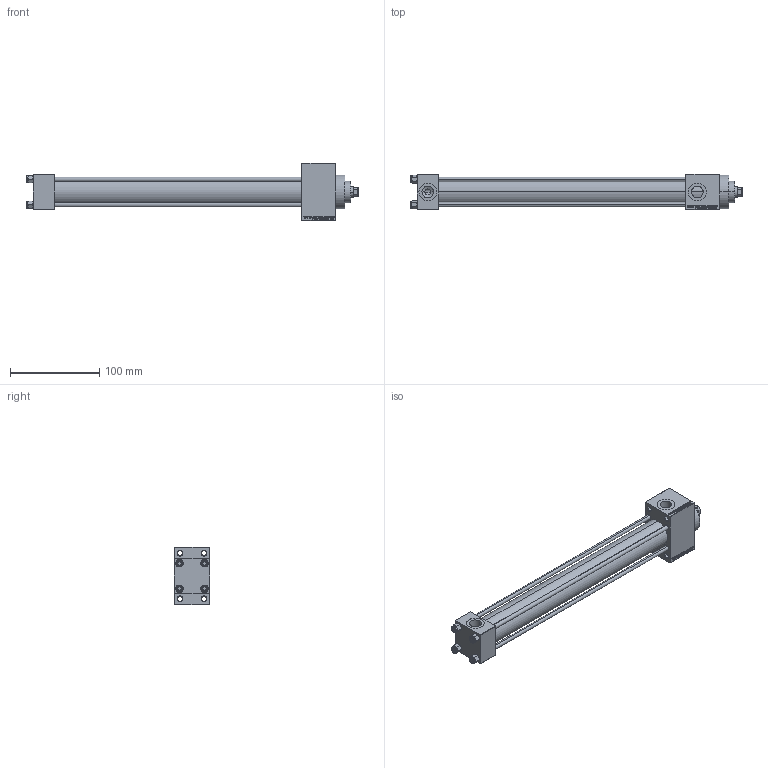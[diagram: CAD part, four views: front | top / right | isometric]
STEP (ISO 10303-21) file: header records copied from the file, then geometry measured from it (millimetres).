
FILE_DESCRIPTION (( 'STEP AP203' ), '1' );
FILE_NAME ('ea8b.STEP', '2022-04-14T14:27:41', ( '' ), ( '' ), 'SwSTEP 2.0', 'SolidWorks 2019', '' );
FILE_SCHEMA (( 'CONFIG_CONTROL_DESIGN' ));
Length unit declared in the file: millimetre
Products named in the file (6): V215_VC_A 98ffa833fa9b680d054ea1cff74dcc37; V215CR_VCP_D 98ffa833fa9b680d054ea1cff74dcc37; ea8b; V215CR_D_TYCINKA 98ffa833fa9b680d054ea1cff74dcc37; NUT_M5_D 98ffa833fa9b680d054ea1cff74dcc37; V215CR_D_Body 98ffa833fa9b680d054ea1cff74dcc37
Assembly tree (11 placements, depth 2):
  ea8b
    V215CR_D_Body 98ffa833fa9b680d054ea1cff74dcc37
    V215CR_VCP_D 98ffa833fa9b680d054ea1cff74dcc37
    NUT_M5_D 98ffa833fa9b680d054ea1cff74dcc37  x4
    V215CR_D_TYCINKA 98ffa833fa9b680d054ea1cff74dcc37  x4
    V215_VC_A 98ffa833fa9b680d054ea1cff74dcc37
Bounding box: 372 x 40 x 64 mm (x, y, z)
Volume: 278296.3 mm3; surface area: 125744.3 mm2
Topology: 11 solids, 11 shells, 1110 faces, 2758 edges, 1781 vertices
Faces by surface type: plane 498, bspline 368, cone 144, cylinder 92, torus 8
Entity records: 47314 total; most frequent: CARTESIAN_POINT 25072, ORIENTED_EDGE 5008, DIRECTION 3222, EDGE_CURVE 2504, VERTEX_POINT 1637, VECTOR 1504, LINE 1504, EDGE_LOOP 1121
